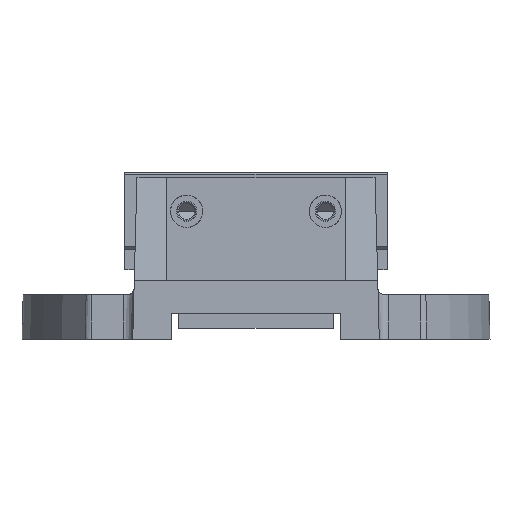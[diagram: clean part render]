
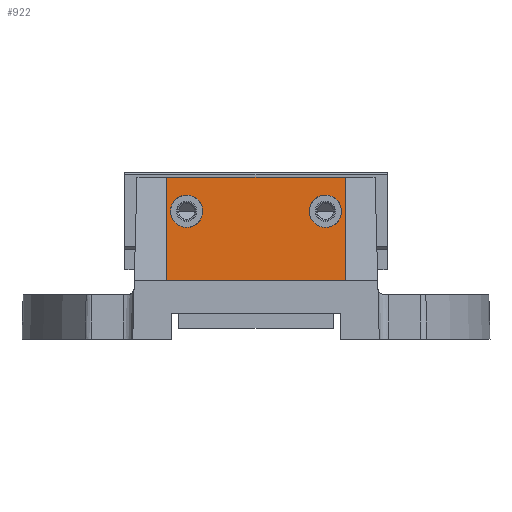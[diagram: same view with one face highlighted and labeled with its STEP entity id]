
A CAD part, left-side view. The second image highlights one B-rep face of the part: STEP entity #922.
In plain terms, the highlighted planar face has unit normal (-1, 0, 0.026).
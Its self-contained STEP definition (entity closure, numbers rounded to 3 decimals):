
#25=ELLIPSE('',#4335,5.252,5.25);
#26=ELLIPSE('',#4336,5.252,5.25);
#922=ADVANCED_FACE('',(#1893,#1894,#1895),#1123,.T.);
#1123=PLANE('',#4337);
#1315=LINE('',#6038,#1643);
#1317=LINE('',#6046,#1645);
#1318=LINE('',#6048,#1646);
#1319=LINE('',#6050,#1647);
#1643=VECTOR('',#4831,1.);
#1645=VECTOR('',#4839,1.);
#1646=VECTOR('',#4840,1.);
#1647=VECTOR('',#4841,1.);
#1893=FACE_BOUND('',#2057,.T.);
#1894=FACE_BOUND('',#2058,.T.);
#1895=FACE_BOUND('',#2059,.T.);
#2057=EDGE_LOOP('',(#2495));
#2058=EDGE_LOOP('',(#2496));
#2059=EDGE_LOOP('',(#2497,#2498,#2499,#2500));
#2495=ORIENTED_EDGE('',*,*,#3770,.T.);
#2496=ORIENTED_EDGE('',*,*,#3771,.T.);
#2497=ORIENTED_EDGE('',*,*,#3772,.F.);
#2498=ORIENTED_EDGE('',*,*,#3773,.T.);
#2499=ORIENTED_EDGE('',*,*,#3774,.T.);
#2500=ORIENTED_EDGE('',*,*,#3768,.F.);
#3387=VERTEX_POINT('',#6037);
#3388=VERTEX_POINT('',#6039);
#3389=VERTEX_POINT('',#6043);
#3390=VERTEX_POINT('',#6045);
#3391=VERTEX_POINT('',#6047);
#3392=VERTEX_POINT('',#6049);
#3768=EDGE_CURVE('',#3387,#3388,#1315,.T.);
#3770=EDGE_CURVE('',#3389,#3389,#25,.T.);
#3771=EDGE_CURVE('',#3390,#3390,#26,.T.);
#3772=EDGE_CURVE('',#3391,#3387,#1317,.T.);
#3773=EDGE_CURVE('',#3391,#3392,#1318,.T.);
#3774=EDGE_CURVE('',#3392,#3388,#1319,.T.);
#4335=AXIS2_PLACEMENT_3D('',#6042,#4835,#4836);
#4336=AXIS2_PLACEMENT_3D('',#6044,#4837,#4838);
#4337=AXIS2_PLACEMENT_3D('',#6051,#4842,#4843);
#4831=DIRECTION('',(-0.026,0.,-1.));
#4835=DIRECTION('',(1.,0.,-0.026));
#4836=DIRECTION('',(0.026,0.,1.));
#4837=DIRECTION('',(1.,0.,-0.026));
#4838=DIRECTION('',(0.026,0.,1.));
#4839=DIRECTION('',(0.,-1.,0.));
#4840=DIRECTION('',(-0.026,0.,-1.));
#4841=DIRECTION('',(0.,-1.,0.));
#4842=DIRECTION('',(-1.,0.,0.026));
#4843=DIRECTION('',(0.026,0.,1.));
#6037=CARTESIAN_POINT('',(-84.605,-29.,67.972));
#6038=CARTESIAN_POINT('',(-85.483,-29.,34.472));
#6039=CARTESIAN_POINT('',(-85.483,-29.,34.472));
#6042=CARTESIAN_POINT('',(-84.893,-22.5,56.972));
#6043=CARTESIAN_POINT('',(-84.756,-22.5,62.222));
#6044=CARTESIAN_POINT('',(-84.893,22.5,56.972));
#6045=CARTESIAN_POINT('',(-84.756,22.5,62.222));
#6046=CARTESIAN_POINT('',(-84.605,0.,67.972));
#6047=CARTESIAN_POINT('',(-84.605,29.,67.972));
#6048=CARTESIAN_POINT('',(-84.593,29.,68.449));
#6049=CARTESIAN_POINT('',(-85.483,29.,34.472));
#6050=CARTESIAN_POINT('',(-85.483,29.,34.472));
#6051=CARTESIAN_POINT('',(-85.483,0.,34.472));
